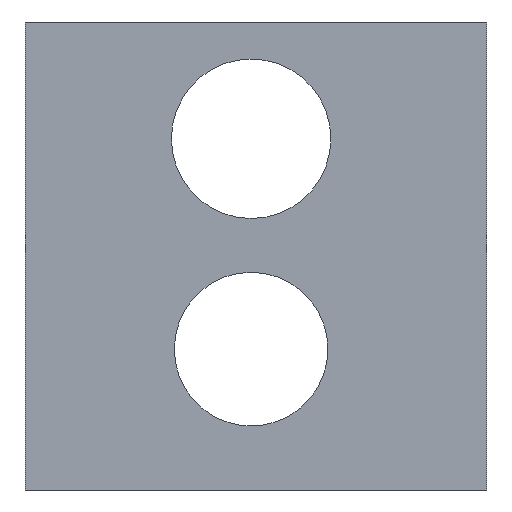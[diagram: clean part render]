
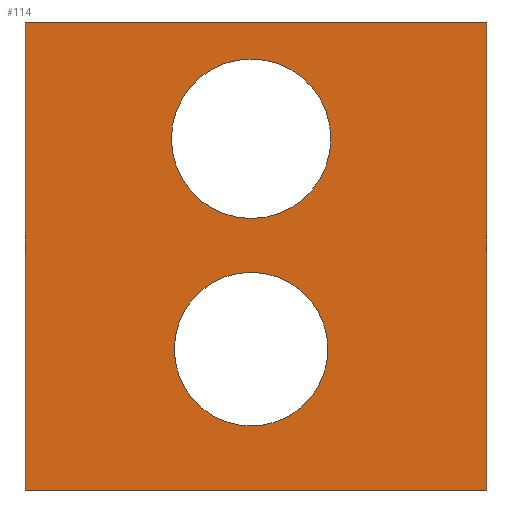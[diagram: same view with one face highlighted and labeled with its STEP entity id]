
A CAD part, front view. The second image highlights one B-rep face of the part: STEP entity #114.
In plain terms, the highlighted planar face has unit normal (0, -1, 0).
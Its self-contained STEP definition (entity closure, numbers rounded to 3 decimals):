
#2 = FACE_OUTER_BOUND ( 'NONE', #141, .T. ) ;
#4 = VECTOR ( 'NONE', #246, 1000. ) ;
#9 = AXIS2_PLACEMENT_3D ( 'NONE', #183, #182, #181 ) ;
#24 = VECTOR ( 'NONE', #243, 1000. ) ;
#30 = FACE_BOUND ( 'NONE', #156, .T. ) ;
#33 = VECTOR ( 'NONE', #259, 1000. ) ;
#35 = AXIS2_PLACEMENT_3D ( 'NONE', #255, #251, #250 ) ;
#38 = VECTOR ( 'NONE', #240, 1000. ) ;
#42 = AXIS2_PLACEMENT_3D ( 'NONE', #213, #209, #208 ) ;
#43 = AXIS2_PLACEMENT_3D ( 'NONE', #201, #200, #199 ) ;
#46 = FACE_BOUND ( 'NONE', #154, .T. ) ;
#68 = AXIS2_PLACEMENT_3D ( 'NONE', #237, #236, #235 ) ;
#84 = CIRCLE ( 'NONE', #42, 14.651 ) ;
#85 = CIRCLE ( 'NONE', #68, 14.112 ) ;
#86 = EDGE_CURVE ( 'NONE', #278, #275, #261, .T. ) ;
#90 = EDGE_CURVE ( 'NONE', #268, #274, #111, .T. ) ;
#91 = EDGE_CURVE ( 'NONE', #275, #279, #248, .T. ) ;
#92 = EDGE_CURVE ( 'NONE', #277, #278, #245, .T. ) ;
#93 = EDGE_CURVE ( 'NONE', #279, #277, #242, .T. ) ;
#95 = EDGE_CURVE ( 'NONE', #267, #271, #85, .T. ) ;
#105 = EDGE_CURVE ( 'NONE', #274, #268, #84, .T. ) ;
#108 = EDGE_CURVE ( 'NONE', #271, #267, #122, .T. ) ;
#111 = CIRCLE ( 'NONE', #35, 14.651 ) ;
#114 = ADVANCED_FACE ( 'NONE', ( #46, #2, #30 ), #184, .F. ) ;
#122 = CIRCLE ( 'NONE', #43, 14.112 ) ;
#141 = EDGE_LOOP ( 'NONE', ( #310, #308, #309, #307 ) ) ;
#144 = CARTESIAN_POINT ( 'NONE',  ( 8.093, 0., 8.514 ) ) ;
#154 = EDGE_LOOP ( 'NONE', ( #326, #313 ) ) ;
#156 = EDGE_LOOP ( 'NONE', ( #304, #305 ) ) ;
#181 = DIRECTION ( 'NONE',  ( 0., 0., 1. ) ) ;
#182 = DIRECTION ( 'NONE',  ( 0., 1., 0. ) ) ;
#183 = CARTESIAN_POINT ( 'NONE',  ( 0., 0., 0. ) ) ;
#184 = PLANE ( 'NONE',  #9 ) ;
#199 = DIRECTION ( 'NONE',  ( 0., 0., 1. ) ) ;
#200 = DIRECTION ( 'NONE',  ( 0., 1., 0. ) ) ;
#201 = CARTESIAN_POINT ( 'NONE',  ( 8.093, 0., -5.598 ) ) ;
#208 = DIRECTION ( 'NONE',  ( 0., 0., 1. ) ) ;
#209 = DIRECTION ( 'NONE',  ( 0., 1., 0. ) ) ;
#213 = CARTESIAN_POINT ( 'NONE',  ( 8.093, 0., 33.058 ) ) ;
#235 = DIRECTION ( 'NONE',  ( 0., 0., 1. ) ) ;
#236 = DIRECTION ( 'NONE',  ( 0., 1., 0. ) ) ;
#237 = CARTESIAN_POINT ( 'NONE',  ( 8.093, 0., -5.598 ) ) ;
#240 = DIRECTION ( 'NONE',  ( 1., 0., 0. ) ) ;
#241 = CARTESIAN_POINT ( 'NONE',  ( -33.435, 0., 54.507 ) ) ;
#242 = LINE ( 'NONE', #241, #38 ) ;
#243 = DIRECTION ( 'NONE',  ( 0., 0., -1. ) ) ;
#244 = CARTESIAN_POINT ( 'NONE',  ( 51.417, 0., -31.468 ) ) ;
#245 = LINE ( 'NONE', #244, #24 ) ;
#246 = DIRECTION ( 'NONE',  ( 0., 0., 1. ) ) ;
#247 = CARTESIAN_POINT ( 'NONE',  ( -33.435, 0., -31.468 ) ) ;
#248 = LINE ( 'NONE', #247, #4 ) ;
#250 = DIRECTION ( 'NONE',  ( 0., 0., 1. ) ) ;
#251 = DIRECTION ( 'NONE',  ( 0., 1., 0. ) ) ;
#255 = CARTESIAN_POINT ( 'NONE',  ( 8.093, 0., 33.058 ) ) ;
#259 = DIRECTION ( 'NONE',  ( -1., 0., 0. ) ) ;
#260 = CARTESIAN_POINT ( 'NONE',  ( -33.435, 0., -31.468 ) ) ;
#261 = LINE ( 'NONE', #260, #33 ) ;
#267 = VERTEX_POINT ( 'NONE', #144 ) ;
#268 = VERTEX_POINT ( 'NONE', #322 ) ;
#271 = VERTEX_POINT ( 'NONE', #335 ) ;
#274 = VERTEX_POINT ( 'NONE', #337 ) ;
#275 = VERTEX_POINT ( 'NONE', #338 ) ;
#277 = VERTEX_POINT ( 'NONE', #340 ) ;
#278 = VERTEX_POINT ( 'NONE', #341 ) ;
#279 = VERTEX_POINT ( 'NONE', #342 ) ;
#304 = ORIENTED_EDGE ( 'NONE', *, *, #108, .T. ) ;
#305 = ORIENTED_EDGE ( 'NONE', *, *, #95, .T. ) ;
#307 = ORIENTED_EDGE ( 'NONE', *, *, #93, .F. ) ;
#308 = ORIENTED_EDGE ( 'NONE', *, *, #86, .F. ) ;
#309 = ORIENTED_EDGE ( 'NONE', *, *, #92, .F. ) ;
#310 = ORIENTED_EDGE ( 'NONE', *, *, #91, .F. ) ;
#313 = ORIENTED_EDGE ( 'NONE', *, *, #90, .T. ) ;
#322 = CARTESIAN_POINT ( 'NONE',  ( 8.093, 0., 47.709 ) ) ;
#326 = ORIENTED_EDGE ( 'NONE', *, *, #105, .T. ) ;
#335 = CARTESIAN_POINT ( 'NONE',  ( 8.093, 0., -19.71 ) ) ;
#337 = CARTESIAN_POINT ( 'NONE',  ( 8.093, 0., 18.407 ) ) ;
#338 = CARTESIAN_POINT ( 'NONE',  ( -33.435, 0., -31.468 ) ) ;
#340 = CARTESIAN_POINT ( 'NONE',  ( 51.417, 0., 54.507 ) ) ;
#341 = CARTESIAN_POINT ( 'NONE',  ( 51.417, 0., -31.468 ) ) ;
#342 = CARTESIAN_POINT ( 'NONE',  ( -33.435, 0., 54.507 ) ) ;
